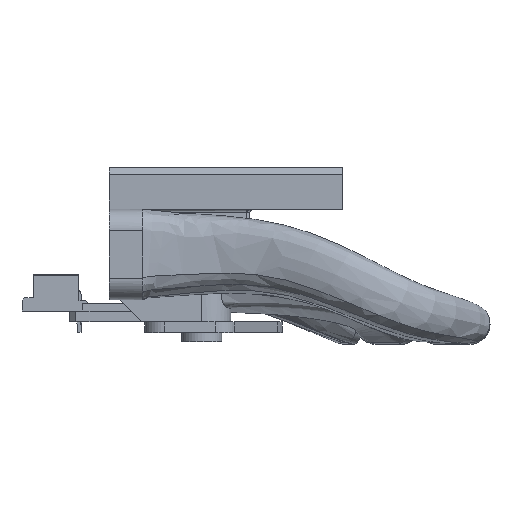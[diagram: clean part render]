
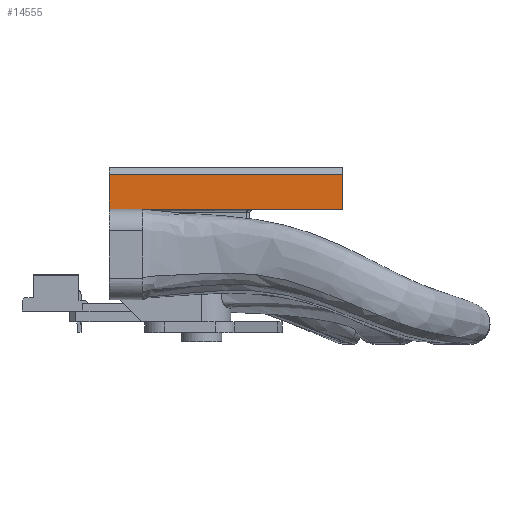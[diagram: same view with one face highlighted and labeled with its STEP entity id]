
A CAD part, left-side view. The second image highlights one B-rep face of the part: STEP entity #14555.
In plain terms, the highlighted planar face has unit normal (-1, 0, 0).
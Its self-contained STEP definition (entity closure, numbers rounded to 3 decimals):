
#601=PLANE('',#15488);
#1103=FACE_OUTER_BOUND('',#1935,.T.);
#1935=EDGE_LOOP('',(#10929,#10930,#10931,#10932,#10933));
#3230=LINE('',#25982,#4393);
#3309=LINE('',#27084,#4472);
#3338=LINE('',#27344,#4501);
#3368=LINE('',#27601,#4531);
#3371=LINE('',#28297,#4534);
#4393=VECTOR('',#16777,10.);
#4472=VECTOR('',#17094,10.);
#4501=VECTOR('',#17139,10.);
#4531=VECTOR('',#17229,10.);
#4534=VECTOR('',#17248,10.);
#6251=VERTEX_POINT('',#25979);
#6252=VERTEX_POINT('',#25981);
#6353=VERTEX_POINT('',#27015);
#6390=VERTEX_POINT('',#27341);
#6391=VERTEX_POINT('',#27343);
#7828=EDGE_CURVE('',#6251,#6252,#3230,.T.);
#8003=EDGE_CURVE('',#6353,#6252,#3309,.T.);
#8044=EDGE_CURVE('',#6391,#6390,#3338,.T.);
#8109=EDGE_CURVE('',#6391,#6251,#3368,.T.);
#8129=EDGE_CURVE('',#6353,#6390,#3371,.T.);
#10929=ORIENTED_EDGE('',*,*,#8109,.F.);
#10930=ORIENTED_EDGE('',*,*,#8044,.T.);
#10931=ORIENTED_EDGE('',*,*,#8129,.F.);
#10932=ORIENTED_EDGE('',*,*,#8003,.T.);
#10933=ORIENTED_EDGE('',*,*,#7828,.F.);
#14555=ADVANCED_FACE('',(#1103),#601,.T.);
#15488=AXIS2_PLACEMENT_3D('',#28296,#17246,#17247);
#16777=DIRECTION('',(0.,-1.,0.));
#17094=DIRECTION('',(0.,0.,1.));
#17139=DIRECTION('',(0.,-1.,0.));
#17229=DIRECTION('',(0.,0.,1.));
#17246=DIRECTION('center_axis',(-1.,0.,0.));
#17247=DIRECTION('ref_axis',(0.,-1.,0.));
#17248=DIRECTION('',(0.,0.,-1.));
#25979=CARTESIAN_POINT('',(-22.1,19.781,-20.84));
#25981=CARTESIAN_POINT('',(-22.1,14.581,-20.84));
#25982=CARTESIAN_POINT('',(-22.1,20.781,-20.84));
#27015=CARTESIAN_POINT('',(-22.1,14.581,-34.78));
#27084=CARTESIAN_POINT('',(-22.1,14.581,-55.64));
#27341=CARTESIAN_POINT('',(-22.1,14.581,-55.64));
#27343=CARTESIAN_POINT('',(-22.1,19.781,-55.64));
#27344=CARTESIAN_POINT('',(-22.1,20.781,-55.64));
#27601=CARTESIAN_POINT('',(-22.1,19.781,-55.64));
#28296=CARTESIAN_POINT('Origin',(-22.1,20.781,-55.64));
#28297=CARTESIAN_POINT('',(-22.1,14.581,-55.64));
